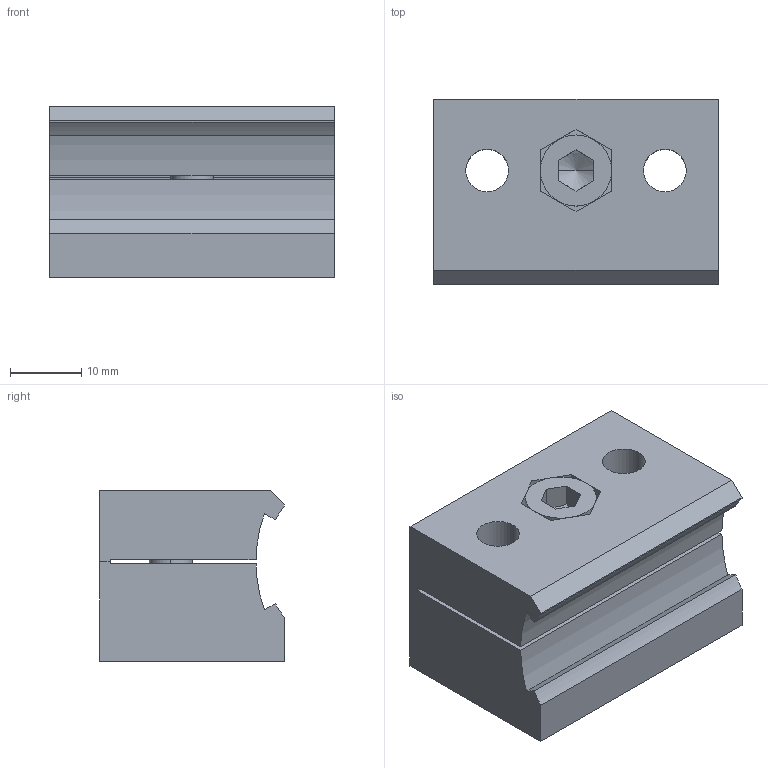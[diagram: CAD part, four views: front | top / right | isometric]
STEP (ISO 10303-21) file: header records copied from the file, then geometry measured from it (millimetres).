
FILE_DESCRIPTION(/* description */ (''),/* implementation_level */ '2;1');
FILE_NAME(/* name */ '41D-103-0.stp',/* time_stamp */ '2022-07-21T09:52:34-04:00',/* author */ ('aorselli'),/* organization */ (''),/* preprocessor_version */ 'ST-DEVELOPER v18.1',/* originating_system */ 'AutoCAD Mechanical',/* authorisation */ '');
FILE_SCHEMA (('AUTOMOTIVE_DESIGN { 1 0 10303 214 3 1 1 }'));
Length unit declared in the file: millimetre
Products named in the file (2): 41D-103-0
Assembly tree (1 placements, depth 2):
  41D-103-0
    41D-103-0
Bounding box: 40 x 26 x 24 mm (x, y, z)
Volume: 20909.4 mm3; surface area: 9413.7 mm2
Topology: 4 solids, 4 shells, 90 faces, 231 edges, 151 vertices
Faces by surface type: plane 50, cylinder 28, cone 12
Entity records: 2927 total; most frequent: CARTESIAN_POINT 717, ORIENTED_EDGE 458, DIRECTION 433, EDGE_CURVE 229, VERTEX_POINT 151, AXIS2_PLACEMENT_3D 147, LINE 139, VECTOR 139
